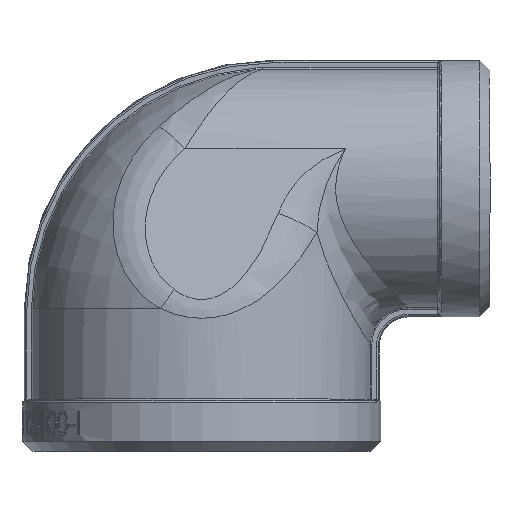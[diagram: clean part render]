
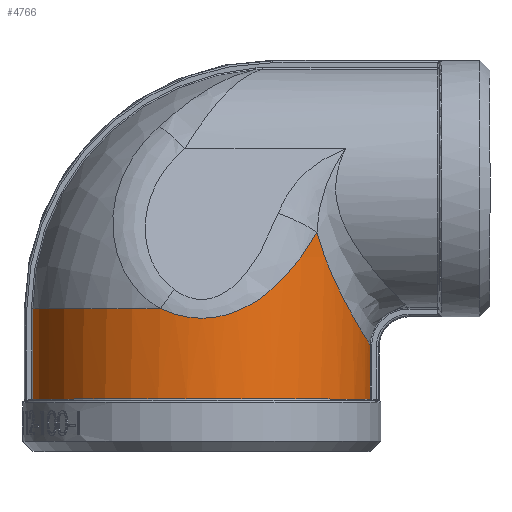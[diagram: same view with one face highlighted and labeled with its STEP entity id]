
A CAD part, top view. The second image highlights one B-rep face of the part: STEP entity #4766.
In plain terms, the highlighted cylindrical face has radius 26.75 mm (diameter 53.5 mm), a partial arc.
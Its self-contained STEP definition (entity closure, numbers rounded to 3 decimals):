
#4069 = CIRCLE ( 'NONE', #4111, 26.75 ) ;
#4111 = AXIS2_PLACEMENT_3D ( 'NONE', #14084, #14101, #14087 ) ;
#4123 = CIRCLE ( 'NONE', #4130, 26.75 ) ;
#4130 = AXIS2_PLACEMENT_3D ( 'NONE', #20889, #20873, #20874 ) ;
#4140 = VECTOR ( 'NONE', #20875, 1000. ) ;
#4154 = VECTOR ( 'NONE', #21965, 1000. ) ;
#4766 = ADVANCED_FACE ( 'NONE', ( #14884 ), #14899, .T. ) ;
#5343 = EDGE_LOOP ( 'NONE', ( #18165, #18307, #18322, #18270, #18283, #18250 ) ) ;
#8967 = AXIS2_PLACEMENT_3D ( 'NONE', #14871, #14865, #14902 ) ;
#14084 = CARTESIAN_POINT ( 'NONE',  ( 0., -19., 0. ) ) ;
#14087 = DIRECTION ( 'NONE',  ( -1., 0., 0. ) ) ;
#14101 = DIRECTION ( 'NONE',  ( 0., 1., 0. ) ) ;
#14865 = DIRECTION ( 'NONE',  ( 0., 1., 0. ) ) ;
#14871 = CARTESIAN_POINT ( 'NONE',  ( 0., -26.25, 0. ) ) ;
#14884 = FACE_OUTER_BOUND ( 'NONE', #5343, .T. ) ;
#14899 = CYLINDRICAL_SURFACE ( 'NONE', #8967, 26.75 ) ;
#14902 = DIRECTION ( 'NONE',  ( -1., 0., 0. ) ) ;
#15158 = EDGE_CURVE ( 'NONE', #16822, #16808, #4069, .T. ) ;
#15177 = EDGE_CURVE ( 'NONE', #16665, #16843, #19215, .T. ) ;
#15183 = EDGE_CURVE ( 'NONE', #16824, #16843, #21933, .T. ) ;
#15196 = EDGE_CURVE ( 'NONE', #16808, #16665, #19198, .T. ) ;
#15199 = EDGE_CURVE ( 'NONE', #16837, #16824, #4123, .T. ) ;
#15201 = EDGE_CURVE ( 'NONE', #16822, #16837, #20869, .T. ) ;
#16665 = VERTEX_POINT ( 'NONE', #20862 ) ;
#16808 = VERTEX_POINT ( 'NONE', #20959 ) ;
#16822 = VERTEX_POINT ( 'NONE', #20966 ) ;
#16824 = VERTEX_POINT ( 'NONE', #20939 ) ;
#16837 = VERTEX_POINT ( 'NONE', #20944 ) ;
#16843 = VERTEX_POINT ( 'NONE', #20930 ) ;
#18165 = ORIENTED_EDGE ( 'NONE', *, *, #15158, .F. ) ;
#18250 = ORIENTED_EDGE ( 'NONE', *, *, #15196, .F. ) ;
#18270 = ORIENTED_EDGE ( 'NONE', *, *, #15183, .T. ) ;
#18283 = ORIENTED_EDGE ( 'NONE', *, *, #15177, .F. ) ;
#18307 = ORIENTED_EDGE ( 'NONE', *, *, #15201, .T. ) ;
#18322 = ORIENTED_EDGE ( 'NONE', *, *, #15199, .T. ) ;
#19198 = B_SPLINE_CURVE_WITH_KNOTS ( 'NONE', 3,
 ( #20810, #20842, #20820, #20812, #20821, #20825 ),
 .UNSPECIFIED., .F., .F.,
 ( 4, 1, 1, 4 ),
 ( 0., 0.286, 0.571, 1. ),
 .UNSPECIFIED. ) ;
#19215 = B_SPLINE_CURVE_WITH_KNOTS ( 'NONE', 3,
 ( #21923, #21876, #21910, #21890, #21894, #21904, #21903 ),
 .UNSPECIFIED., .F., .F.,
 ( 4, 1, 1, 1, 4 ),
 ( 0., 0.139, 0.354, 0.785, 0.991 ),
 .UNSPECIFIED. ) ;
#20810 = CARTESIAN_POINT ( 'NONE',  ( -6.499, -19., 25.949 ) ) ;
#20812 = CARTESIAN_POINT ( 'NONE',  ( 9.84, -18.129, 25.49 ) ) ;
#20820 = CARTESIAN_POINT ( 'NONE',  ( 1.038, -21.172, 27.09 ) ) ;
#20821 = CARTESIAN_POINT ( 'NONE',  ( 15.406, -11.86, 22.195 ) ) ;
#20825 = CARTESIAN_POINT ( 'NONE',  ( 18.189, -6.951, 19.615 ) ) ;
#20842 = CARTESIAN_POINT ( 'NONE',  ( -4.045, -20.169, 26.563 ) ) ;
#20848 = CARTESIAN_POINT ( 'NONE',  ( -26.611, -26.25, 2.725 ) ) ;
#20862 = CARTESIAN_POINT ( 'NONE',  ( 18.189, -6.951, 19.615 ) ) ;
#20869 = LINE ( 'NONE', #20848, #4140 ) ;
#20873 = DIRECTION ( 'NONE',  ( 0., 1., 0. ) ) ;
#20874 = DIRECTION ( 'NONE',  ( 0., 0., 1. ) ) ;
#20875 = DIRECTION ( 'NONE',  ( 0., -1., 0. ) ) ;
#20889 = CARTESIAN_POINT ( 'NONE',  ( 0., -33.25, 0. ) ) ;
#20930 = CARTESIAN_POINT ( 'NONE',  ( 26.611, -24.776, 2.725 ) ) ;
#20939 = CARTESIAN_POINT ( 'NONE',  ( 26.611, -33.25, 2.725 ) ) ;
#20944 = CARTESIAN_POINT ( 'NONE',  ( -26.611, -33.25, 2.725 ) ) ;
#20959 = CARTESIAN_POINT ( 'NONE',  ( -6.499, -19., 25.949 ) ) ;
#20966 = CARTESIAN_POINT ( 'NONE',  ( -26.611, -19., 2.725 ) ) ;
#21876 = CARTESIAN_POINT ( 'NONE',  ( 18.522, -8.279, 19.302 ) ) ;
#21890 = CARTESIAN_POINT ( 'NONE',  ( 22.385, -17.741, 15.035 ) ) ;
#21894 = CARTESIAN_POINT ( 'NONE',  ( 25.378, -22.77, 9.615 ) ) ;
#21903 = CARTESIAN_POINT ( 'NONE',  ( 26.611, -24.776, 2.725 ) ) ;
#21904 = CARTESIAN_POINT ( 'NONE',  ( 26.435, -24.492, 4.445 ) ) ;
#21910 = CARTESIAN_POINT ( 'NONE',  ( 19.577, -11.51, 18.286 ) ) ;
#21923 = CARTESIAN_POINT ( 'NONE',  ( 18.189, -6.951, 19.615 ) ) ;
#21933 = LINE ( 'NONE', #21948, #4154 ) ;
#21948 = CARTESIAN_POINT ( 'NONE',  ( 26.611, -26.25, 2.725 ) ) ;
#21965 = DIRECTION ( 'NONE',  ( 0., 1., 0. ) ) ;
